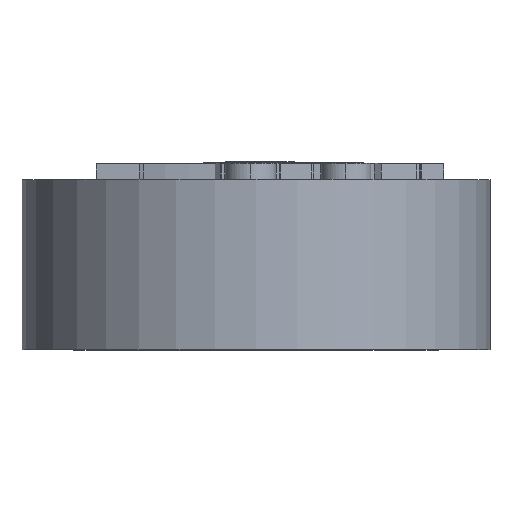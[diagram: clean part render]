
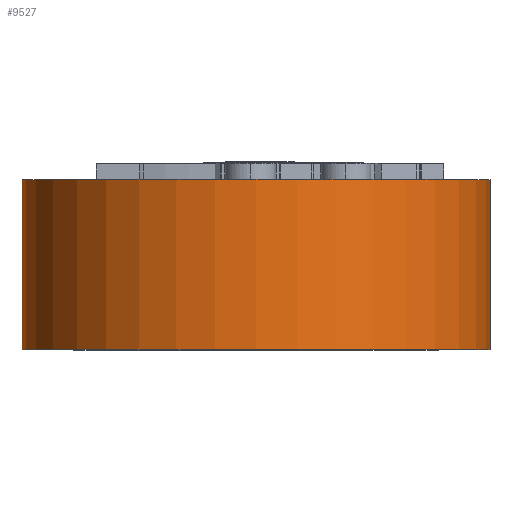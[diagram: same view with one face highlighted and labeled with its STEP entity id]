
A CAD part, top view. The second image highlights one B-rep face of the part: STEP entity #9527.
In plain terms, the highlighted cylindrical face has radius 14.5 mm (diameter 29 mm), a full revolution.
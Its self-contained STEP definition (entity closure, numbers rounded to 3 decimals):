
#15=CYLINDRICAL_SURFACE('',#9775,14.5);
#16=CIRCLE('',#9643,14.5);
#17=CIRCLE('',#9678,14.5);
#1496=FACE_OUTER_BOUND('',#2076,.T.);
#2076=EDGE_LOOP('',(#8741,#8742,#8743,#8744));
#2871=LINE('',#18709,#3664);
#3664=VECTOR('',#11022,14.5);
#4118=VERTEX_POINT('',#14730);
#4225=VERTEX_POINT('',#15754);
#5268=EDGE_CURVE('',#4118,#4118,#16,.T.);
#5388=EDGE_CURVE('',#4225,#4225,#17,.T.);
#5970=EDGE_CURVE('',#4225,#4118,#2871,.T.);
#8741=ORIENTED_EDGE('',*,*,#5388,.F.);
#8742=ORIENTED_EDGE('',*,*,#5970,.T.);
#8743=ORIENTED_EDGE('',*,*,#5268,.F.);
#8744=ORIENTED_EDGE('',*,*,#5970,.F.);
#9527=ADVANCED_FACE('',(#1496),#15,.T.);
#9643=AXIS2_PLACEMENT_3D('',#14731,#10366,#10367);
#9678=AXIS2_PLACEMENT_3D('',#15755,#10475,#10476);
#9775=AXIS2_PLACEMENT_3D('',#18708,#11020,#11021);
#10366=DIRECTION('center_axis',(0.,-1.,0.));
#10367=DIRECTION('ref_axis',(1.,0.,0.));
#10475=DIRECTION('center_axis',(0.,1.,0.));
#10476=DIRECTION('ref_axis',(1.,0.,0.));
#11020=DIRECTION('center_axis',(0.,1.,0.));
#11021=DIRECTION('ref_axis',(1.,0.,0.));
#11022=DIRECTION('',(0.,-1.,0.));
#14730=CARTESIAN_POINT('',(-14.5,-0.528,0.));
#14731=CARTESIAN_POINT('Origin',(0.,-0.528,0.));
#15754=CARTESIAN_POINT('',(-14.5,10.01,0.));
#15755=CARTESIAN_POINT('Origin',(0.,10.01,0.));
#18708=CARTESIAN_POINT('Origin',(0.,0.,0.));
#18709=CARTESIAN_POINT('',(-14.5,0.,0.));
